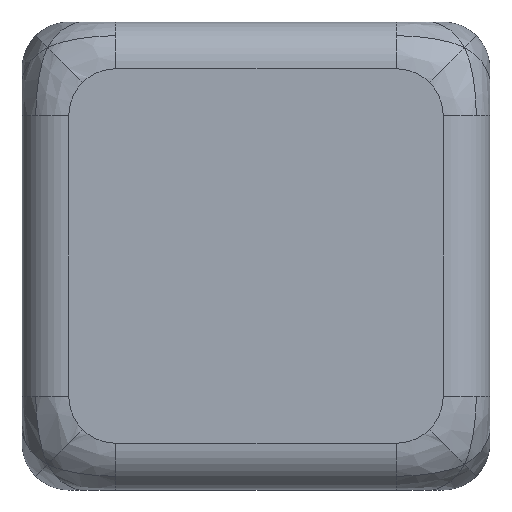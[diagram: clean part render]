
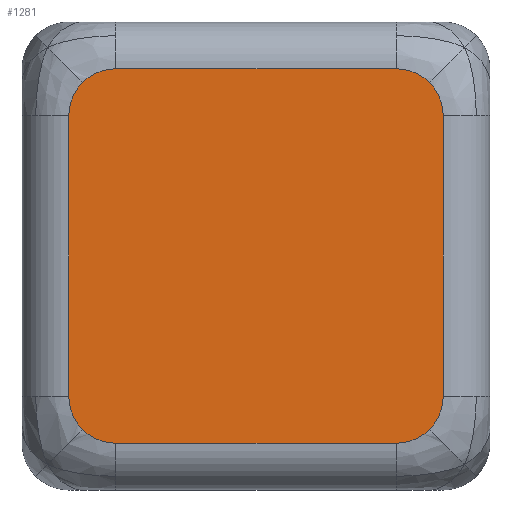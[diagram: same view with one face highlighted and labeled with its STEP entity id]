
A CAD part, front view. The second image highlights one B-rep face of the part: STEP entity #1281.
In plain terms, the highlighted planar face has unit normal (0, -1, 0).
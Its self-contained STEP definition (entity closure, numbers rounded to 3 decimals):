
#25=PLANE('',#1427);
#40=LINE('',#3788,#73);
#42=LINE('',#3830,#75);
#48=LINE('',#3956,#81);
#50=LINE('',#3959,#83);
#73=VECTOR('',#1641,10.);
#75=VECTOR('',#1649,10.);
#81=VECTOR('',#1673,10.);
#83=VECTOR('',#1677,10.);
#187=FACE_OUTER_BOUND('',#271,.T.);
#271=EDGE_LOOP('',(#1058,#1059,#1060,#1061,#1062,#1063,#1064,#1065,#1066,
#1067,#1068,#1069));
#331=CIRCLE('',#1346,2.5);
#357=CIRCLE('',#1372,2.5);
#360=CIRCLE('',#1375,2.5);
#371=CIRCLE('',#1386,2.5);
#381=CIRCLE('',#1396,2.5);
#384=CIRCLE('',#1399,2.5);
#386=CIRCLE('',#1401,2.5);
#394=CIRCLE('',#1413,2.5);
#499=VERTEX_POINT('',#2508);
#500=VERTEX_POINT('',#2515);
#531=VERTEX_POINT('',#3130);
#532=VERTEX_POINT('',#3137);
#534=VERTEX_POINT('',#3183);
#547=VERTEX_POINT('',#3460);
#548=VERTEX_POINT('',#3467);
#559=VERTEX_POINT('',#3698);
#560=VERTEX_POINT('',#3705);
#561=VERTEX_POINT('',#3744);
#562=VERTEX_POINT('',#3783);
#566=VERTEX_POINT('',#3951);
#633=EDGE_CURVE('',#499,#500,#331,.T.);
#675=EDGE_CURVE('',#531,#532,#357,.T.);
#679=EDGE_CURVE('',#534,#531,#360,.T.);
#697=EDGE_CURVE('',#547,#548,#371,.T.);
#713=EDGE_CURVE('',#559,#560,#381,.T.);
#716=EDGE_CURVE('',#561,#559,#384,.T.);
#718=EDGE_CURVE('',#562,#547,#386,.T.);
#720=EDGE_CURVE('',#560,#562,#40,.T.);
#724=EDGE_CURVE('',#532,#561,#42,.T.);
#734=EDGE_CURVE('',#566,#499,#394,.T.);
#736=EDGE_CURVE('',#548,#566,#48,.T.);
#738=EDGE_CURVE('',#500,#534,#50,.T.);
#1058=ORIENTED_EDGE('',*,*,#734,.F.);
#1059=ORIENTED_EDGE('',*,*,#736,.F.);
#1060=ORIENTED_EDGE('',*,*,#697,.F.);
#1061=ORIENTED_EDGE('',*,*,#718,.F.);
#1062=ORIENTED_EDGE('',*,*,#720,.F.);
#1063=ORIENTED_EDGE('',*,*,#713,.F.);
#1064=ORIENTED_EDGE('',*,*,#716,.F.);
#1065=ORIENTED_EDGE('',*,*,#724,.F.);
#1066=ORIENTED_EDGE('',*,*,#675,.F.);
#1067=ORIENTED_EDGE('',*,*,#679,.F.);
#1068=ORIENTED_EDGE('',*,*,#738,.F.);
#1069=ORIENTED_EDGE('',*,*,#633,.F.);
#1281=ADVANCED_FACE('',(#187),#25,.F.);
#1346=AXIS2_PLACEMENT_3D('',#2516,#1526,#1527);
#1372=AXIS2_PLACEMENT_3D('',#3138,#1578,#1579);
#1375=AXIS2_PLACEMENT_3D('',#3185,#1584,#1585);
#1386=AXIS2_PLACEMENT_3D('',#3468,#1606,#1607);
#1396=AXIS2_PLACEMENT_3D('',#3706,#1626,#1627);
#1399=AXIS2_PLACEMENT_3D('',#3746,#1632,#1633);
#1401=AXIS2_PLACEMENT_3D('',#3785,#1636,#1637);
#1413=AXIS2_PLACEMENT_3D('',#3953,#1668,#1669);
#1427=AXIS2_PLACEMENT_3D('',#4057,#1712,#1713);
#1526=DIRECTION('center_axis',(0.,1.,0.));
#1527=DIRECTION('ref_axis',(-0.707,0.,0.707));
#1578=DIRECTION('center_axis',(0.,1.,0.));
#1579=DIRECTION('ref_axis',(0.707,0.,0.707));
#1584=DIRECTION('center_axis',(0.,1.,0.));
#1585=DIRECTION('ref_axis',(0.707,0.,0.707));
#1606=DIRECTION('center_axis',(0.,1.,0.));
#1607=DIRECTION('ref_axis',(-0.707,0.,-0.707));
#1626=DIRECTION('center_axis',(0.,1.,0.));
#1627=DIRECTION('ref_axis',(0.707,0.,-0.707));
#1632=DIRECTION('center_axis',(0.,1.,0.));
#1633=DIRECTION('ref_axis',(0.707,0.,-0.707));
#1636=DIRECTION('center_axis',(0.,1.,0.));
#1637=DIRECTION('ref_axis',(-0.707,0.,-0.707));
#1641=DIRECTION('',(-1.,0.,0.));
#1649=DIRECTION('',(0.,0.,-1.));
#1668=DIRECTION('center_axis',(0.,1.,0.));
#1669=DIRECTION('ref_axis',(-0.707,0.,0.707));
#1673=DIRECTION('',(0.,0.,1.));
#1677=DIRECTION('',(1.,0.,0.));
#1712=DIRECTION('center_axis',(0.,1.,0.));
#1713=DIRECTION('ref_axis',(1.,0.,0.));
#2508=CARTESIAN_POINT('',(-29.989,0.,10.807));
#2515=CARTESIAN_POINT('',(-28.222,0.,11.539));
#2516=CARTESIAN_POINT('Origin',(-28.222,0.,9.039));
#3130=CARTESIAN_POINT('',(-11.453,0.,10.807));
#3137=CARTESIAN_POINT('',(-10.721,0.,9.039));
#3138=CARTESIAN_POINT('Origin',(-13.221,0.,9.039));
#3183=CARTESIAN_POINT('',(-13.221,0.,11.539));
#3185=CARTESIAN_POINT('Origin',(-13.221,0.,9.039));
#3460=CARTESIAN_POINT('',(-29.989,0.,-7.729));
#3467=CARTESIAN_POINT('',(-30.721,0.,-5.962));
#3468=CARTESIAN_POINT('Origin',(-28.222,0.,-5.962));
#3698=CARTESIAN_POINT('',(-11.453,0.,-7.729));
#3705=CARTESIAN_POINT('',(-13.221,0.,-8.461));
#3706=CARTESIAN_POINT('Origin',(-13.221,0.,-5.962));
#3744=CARTESIAN_POINT('',(-10.721,0.,-5.962));
#3746=CARTESIAN_POINT('Origin',(-13.221,0.,-5.962));
#3783=CARTESIAN_POINT('',(-28.222,0.,-8.461));
#3785=CARTESIAN_POINT('Origin',(-28.222,0.,-5.962));
#3788=CARTESIAN_POINT('',(-14.471,0.,-8.461));
#3830=CARTESIAN_POINT('',(-10.721,0.,7.789));
#3951=CARTESIAN_POINT('',(-30.721,0.,9.039));
#3953=CARTESIAN_POINT('Origin',(-28.222,0.,9.039));
#3956=CARTESIAN_POINT('',(-30.721,0.,-4.711));
#3959=CARTESIAN_POINT('',(-26.971,0.,11.539));
#4057=CARTESIAN_POINT('Origin',(-20.721,0.,1.539));
